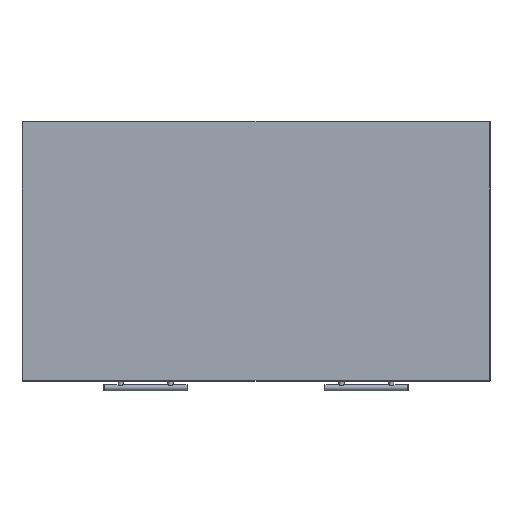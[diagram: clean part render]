
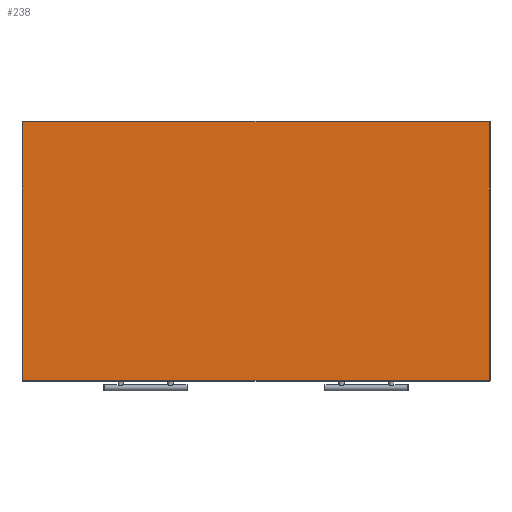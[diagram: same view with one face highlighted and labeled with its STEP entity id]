
A CAD part, top view. The second image highlights one B-rep face of the part: STEP entity #238.
In plain terms, the highlighted face is planar.
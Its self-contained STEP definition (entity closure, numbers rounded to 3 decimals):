
#238=ADVANCED_FACE('',(#342),#1539,.T.);
#342=FACE_OUTER_BOUND('',#451,.T.);
#451=EDGE_LOOP('',(#818,#819,#820,#821));
#818=ORIENTED_EDGE('',*,*,#1088,.F.);
#819=ORIENTED_EDGE('',*,*,#1089,.F.);
#820=ORIENTED_EDGE('',*,*,#1090,.F.);
#821=ORIENTED_EDGE('',*,*,#1087,.F.);
#1087=EDGE_CURVE('',#1460,#1461,#1290,.T.);
#1088=EDGE_CURVE('',#1462,#1460,#1291,.T.);
#1089=EDGE_CURVE('',#1463,#1462,#1292,.T.);
#1090=EDGE_CURVE('',#1461,#1463,#1293,.T.);
#1290=B_SPLINE_CURVE_WITH_KNOTS('',1,(#3144,#3145),.UNSPECIFIED.,.F.,.F.,
(2,2),(-498.,0.),.UNSPECIFIED.);
#1291=B_SPLINE_CURVE_WITH_KNOTS('',1,(#3146,#3147),.UNSPECIFIED.,.F.,.F.,
(2,2),(-898.,0.),.UNSPECIFIED.);
#1292=B_SPLINE_CURVE_WITH_KNOTS('',1,(#3148,#3149),.UNSPECIFIED.,.F.,.F.,
(2,2),(-498.,0.),.UNSPECIFIED.);
#1293=B_SPLINE_CURVE_WITH_KNOTS('',1,(#3150,#3151),.UNSPECIFIED.,.F.,.F.,
(2,2),(-898.,0.),.UNSPECIFIED.);
#1460=VERTEX_POINT('',#3090);
#1461=VERTEX_POINT('',#3091);
#1462=VERTEX_POINT('',#3092);
#1463=VERTEX_POINT('',#3093);
#1539=PLANE('',#1846);
#1846=AXIS2_PLACEMENT_3D('',#2781,#1978,$);
#1978=DIRECTION('',(0.,1.,0.));
#2781=CARTESIAN_POINT('',(-538.8,90.,298.8));
#3090=CARTESIAN_POINT('',(449.,90.,-249.));
#3091=CARTESIAN_POINT('',(449.,90.,249.));
#3092=CARTESIAN_POINT('',(-449.,90.,-249.));
#3093=CARTESIAN_POINT('',(-449.,90.,249.));
#3144=CARTESIAN_POINT('',(449.,90.,-249.));
#3145=CARTESIAN_POINT('',(449.,90.,249.));
#3146=CARTESIAN_POINT('',(-449.,90.,-249.));
#3147=CARTESIAN_POINT('',(449.,90.,-249.));
#3148=CARTESIAN_POINT('',(-449.,90.,249.));
#3149=CARTESIAN_POINT('',(-449.,90.,-249.));
#3150=CARTESIAN_POINT('',(449.,90.,249.));
#3151=CARTESIAN_POINT('',(-449.,90.,249.));
